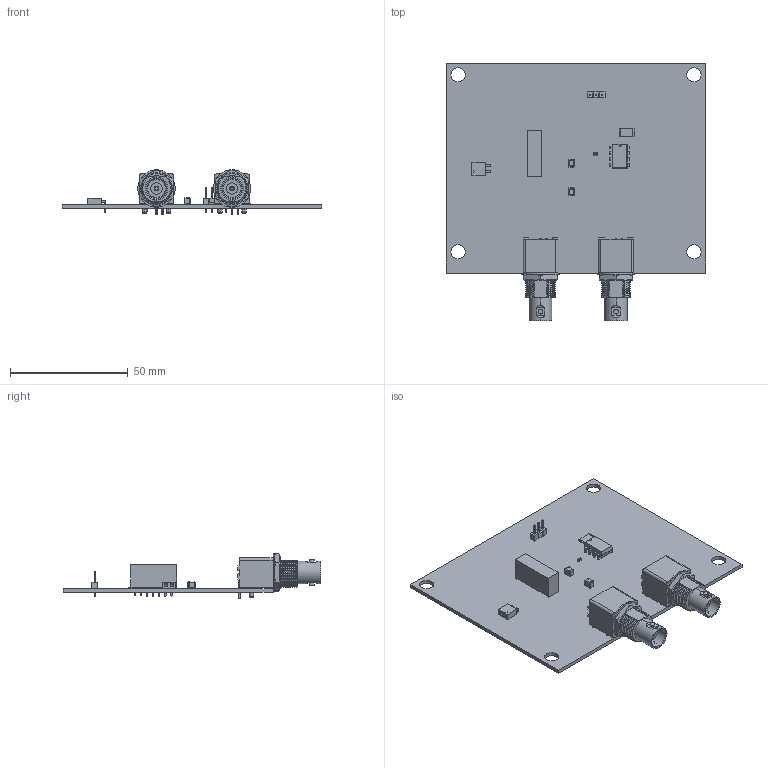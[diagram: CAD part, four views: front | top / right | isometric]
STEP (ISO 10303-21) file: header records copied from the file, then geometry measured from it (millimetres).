
FILE_DESCRIPTION(('KiCad electronic assembly'),'2;1');
FILE_NAME('Circuit.step','2024-11-18T07:50:39',('Pcbnew'),('Kicad'), 'Open CASCADE STEP processor 7.8','KiCad to STEP converter','Unknown' );
FILE_SCHEMA(('AUTOMOTIVE_DESIGN { 1 0 10303 214 1 1 1 1 }'));
Length unit declared in the file: millimetre
Products named in the file (18): Circuit 1; LT1115CN8#PBF; ASSEMBLY; BG302-02-A-L-G; C0603H470J5GACTU; CCS_CCSTD_0603_L1.75W0.95T0.87B0.35; CONBNC002; BG030-03-A-0450-0300-N-G; CRGP2512F1M0; 12103C106K4Z2A; TBA_1-0521HI; TBA1HI-DUAL; Circuit_PCB
Assembly tree (19 placements, depth 3):
  Circuit 1
    LT1115CN8#PBF
      ASSEMBLY
    BG302-02-A-L-G
      ASSEMBLY
    C0603H470J5GACTU
      CCS_CCSTD_0603_L1.75W0.95T0.87B0.35
    CONBNC002  x2
      CONBNC002
    BG030-03-A-0450-0300-N-G
      ASSEMBLY
    CRGP2512F1M0
      ASSEMBLY
    12103C106K4Z2A  x2
      ASSEMBLY
    TBA_1-0521HI
      TBA1HI-DUAL
    Circuit_PCB
Bounding box: 110 x 109.3 x 19.13 mm (x, y, z)
Volume: 25156.1 mm3; surface area: 30498.5 mm2
Topology: 49 solids, 49 shells, 1009 faces, 2448 edges, 1540 vertices
Faces by surface type: plane 576, cylinder 277, bspline 88, sphere 32, cone 28, torus 8
Full cylindrical faces by diameter (mm): 0.733 x8, 0.76 x5, 0.89 x4, 1.1 x5, 2 x4, 6 x4
Entity records: 52216 total; most frequent: CARTESIAN_POINT 34497, ORIENTED_EDGE 3496, DIRECTION 3318, EDGE_CURVE 1748, LINE 1216, VECTOR 1216, VERTEX_POINT 1108, AXIS2_PLACEMENT_3D 1051
